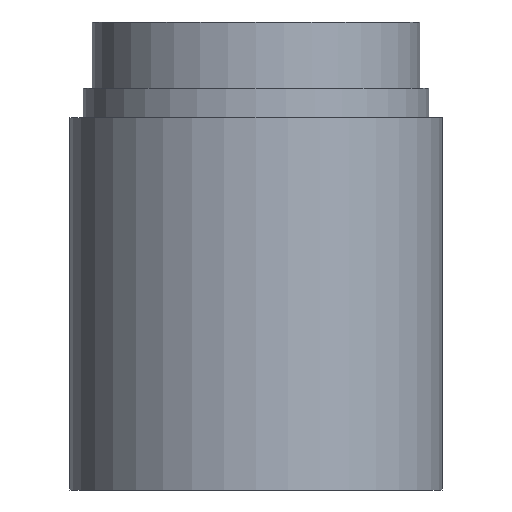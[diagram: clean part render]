
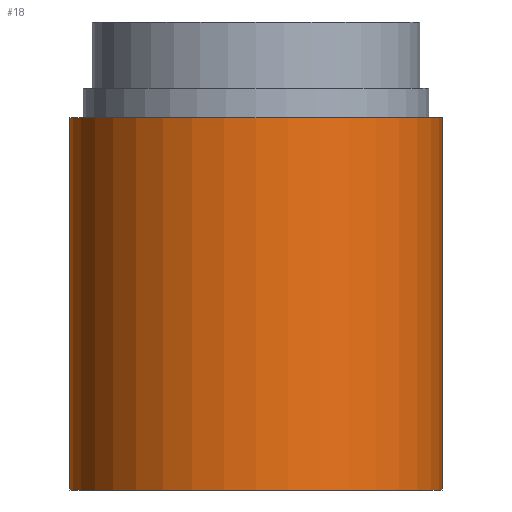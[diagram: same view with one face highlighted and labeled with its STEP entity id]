
A CAD part, front view. The second image highlights one B-rep face of the part: STEP entity #18.
In plain terms, the highlighted cylindrical face has radius 20 mm (diameter 40 mm), a partial arc.
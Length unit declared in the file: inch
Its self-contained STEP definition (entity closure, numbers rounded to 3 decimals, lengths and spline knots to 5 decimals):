
#18 = ADVANCED_FACE ( 'NONE', ( #242 ), #327, .T. ) ;
#29 = CIRCLE ( 'NONE', #100, 0.7874 ) ;
#31 = EDGE_LOOP ( 'NONE', ( #114, #61, #178, #305 ) ) ;
#35 = CARTESIAN_POINT ( 'NONE',  ( 0.7874, 0., 0. ) ) ;
#44 = VERTEX_POINT ( 'NONE', #64 ) ;
#51 = EDGE_CURVE ( 'NONE', #104, #309, #29, .T. ) ;
#61 = ORIENTED_EDGE ( 'NONE', *, *, #51, .T. ) ;
#64 = CARTESIAN_POINT ( 'NONE',  ( -0.7874, 0., 0. ) ) ;
#85 = VECTOR ( 'NONE', #394, 39.37008 ) ;
#86 = EDGE_CURVE ( 'NONE', #309, #44, #381, .T. ) ;
#93 = EDGE_CURVE ( 'NONE', #104, #382, #183, .T. ) ;
#100 = AXIS2_PLACEMENT_3D ( 'NONE', #311, #167, #101 ) ;
#101 = DIRECTION ( 'NONE',  ( -1., 0., 0. ) ) ;
#104 = VERTEX_POINT ( 'NONE', #179 ) ;
#114 = ORIENTED_EDGE ( 'NONE', *, *, #93, .F. ) ;
#129 = CARTESIAN_POINT ( 'NONE',  ( 0., 0., 1.5748 ) ) ;
#143 = DIRECTION ( 'NONE',  ( 0., 0., 1. ) ) ;
#159 = CIRCLE ( 'NONE', #445, 0.7874 ) ;
#167 = DIRECTION ( 'NONE',  ( 0., 0., -1. ) ) ;
#170 = CARTESIAN_POINT ( 'NONE',  ( 0.7874, 0., 1.5748 ) ) ;
#178 = ORIENTED_EDGE ( 'NONE', *, *, #86, .T. ) ;
#179 = CARTESIAN_POINT ( 'NONE',  ( 0.7874, 0., 1.5748 ) ) ;
#183 = LINE ( 'NONE', #170, #85 ) ;
#198 = VECTOR ( 'NONE', #276, 39.37008 ) ;
#203 = DIRECTION ( 'NONE',  ( -1., 0., 0. ) ) ;
#215 = CARTESIAN_POINT ( 'NONE',  ( 0., 0., 0. ) ) ;
#242 = FACE_OUTER_BOUND ( 'NONE', #31, .T. ) ;
#252 = DIRECTION ( 'NONE',  ( -1., 0., 0. ) ) ;
#272 = DIRECTION ( 'NONE',  ( 0., 0., -1. ) ) ;
#276 = DIRECTION ( 'NONE',  ( 0., 0., -1. ) ) ;
#305 = ORIENTED_EDGE ( 'NONE', *, *, #335, .T. ) ;
#309 = VERTEX_POINT ( 'NONE', #395 ) ;
#311 = CARTESIAN_POINT ( 'NONE',  ( 0., 0., 1.5748 ) ) ;
#316 = CARTESIAN_POINT ( 'NONE',  ( -0.7874, 0., 1.5748 ) ) ;
#327 = CYLINDRICAL_SURFACE ( 'NONE', #410, 0.7874 ) ;
#335 = EDGE_CURVE ( 'NONE', #44, #382, #159, .T. ) ;
#381 = LINE ( 'NONE', #316, #198 ) ;
#382 = VERTEX_POINT ( 'NONE', #35 ) ;
#394 = DIRECTION ( 'NONE',  ( 0., 0., -1. ) ) ;
#395 = CARTESIAN_POINT ( 'NONE',  ( -0.7874, 0., 1.5748 ) ) ;
#410 = AXIS2_PLACEMENT_3D ( 'NONE', #129, #272, #203 ) ;
#445 = AXIS2_PLACEMENT_3D ( 'NONE', #215, #143, #252 ) ;
